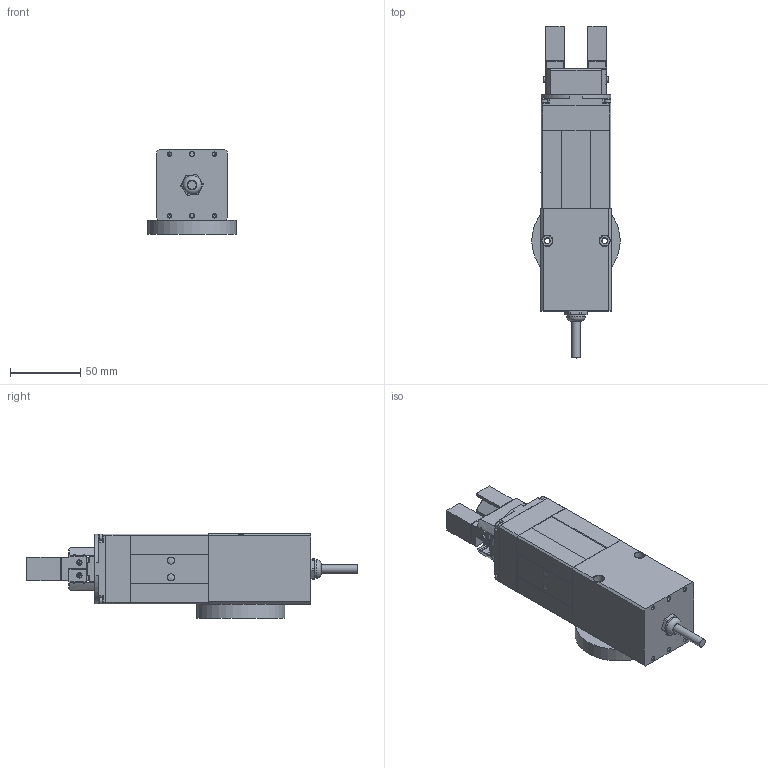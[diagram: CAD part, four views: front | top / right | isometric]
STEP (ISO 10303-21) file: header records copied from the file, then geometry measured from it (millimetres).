
FILE_DESCRIPTION(/* description */ ('Unknown'),/* implementation_level */ '2;1');
FILE_NAME(/* name */ 'RGI14_cBrida_UR3e_turnedFingers',/* time_stamp */ '2023-07-13T12:32:33+02:00',/* author */ ('Unknown'),/* organization */ ('Unknown'),/* preprocessor_version */ 'ST-DEVELOPER v18.1',/* originating_system */ 'Solid Edge',/* authorisation */ 'Unknown');
FILE_SCHEMA (('AUTOMOTIVE_DESIGN {1 0 10303 214 3 1 1}'));
Length unit declared in the file: millimetre
Products named in the file (8): RGI14_cBrida_UR3e_turnedFingers; Flange_UR3e_Gripper; RGI14; U tray_0; bot_0; finger_1_0; main body_0; Fingertip
Assembly tree (9 placements, depth 3):
  RGI14_cBrida_UR3e_turnedFingers
    Flange_UR3e_Gripper
    RGI14
      U tray_0
      bot_0
      finger_1_0  x2
      main body_0
    Fingertip  x2
Bounding box: 63 x 236.5 x 60 mm (x, y, z)
Volume: 433337.7 mm3; surface area: 71565.1 mm2
Topology: 8 solids, 22 shells, 805 faces, 1988 edges, 1251 vertices
Faces by surface type: plane 550, cylinder 157, cone 85, torus 9, bspline 2, sphere 2
Full cylindrical faces by diameter (mm): 2 x4, 2.1 x4, 2.5 x20, 2.7 x4, 3 x5, 3.2 x4, 3.8 x4, 4 x4, 4.2 x2, 4.5 x4, 6 x2, 6.6 x4, 7 x1, 7.5 x2, 11 x4, 13.4 x1, 44 x1, 47 x1, 47.8 x1, 63 x1
Entity records: 18856 total; most frequent: CARTESIAN_POINT 3601, DIRECTION 3094, ORIENTED_EDGE 2906, EDGE_CURVE 1453, AXIS2_PLACEMENT_3D 1067, VERTEX_POINT 975, LINE 960, VECTOR 960
